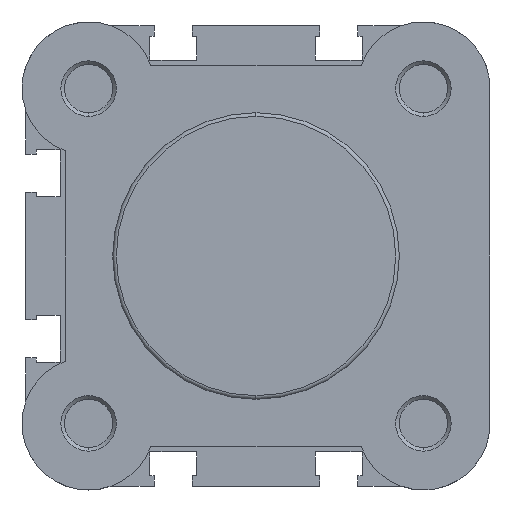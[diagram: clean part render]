
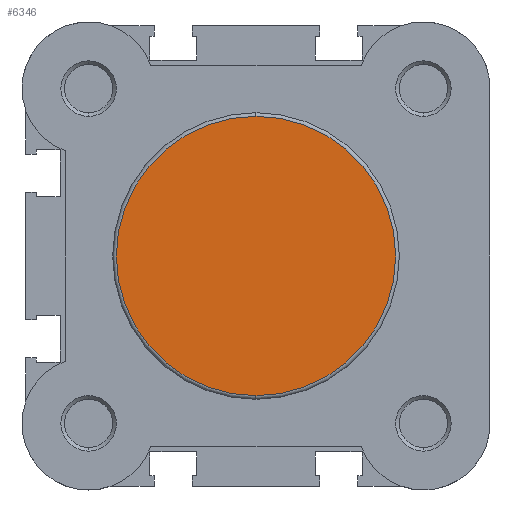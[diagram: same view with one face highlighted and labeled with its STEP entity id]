
A CAD part, left-side view. The second image highlights one B-rep face of the part: STEP entity #6346.
In plain terms, the highlighted planar face has unit normal (-1, 0, 0).
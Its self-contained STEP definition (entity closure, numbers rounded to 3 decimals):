
#30 = FACE_OUTER_BOUND ( 'NONE', #5591, .T. ) ;
#1158 = VERTEX_POINT ( 'NONE', #1559 ) ;
#1173 = VERTEX_POINT ( 'NONE', #1574 ) ;
#1559 = CARTESIAN_POINT ( 'NONE',  ( 0., 0., 19.4 ) ) ;
#1574 = CARTESIAN_POINT ( 'NONE',  ( 0., 0., -19.4 ) ) ;
#2633 = EDGE_CURVE ( 'NONE', #1173, #1158, #3838, .T. ) ;
#2693 = EDGE_CURVE ( 'NONE', #1158, #1173, #3927, .T. ) ;
#2836 = AXIS2_PLACEMENT_3D ( 'NONE', #4651, #4652, #4653 ) ;
#2869 = AXIS2_PLACEMENT_3D ( 'NONE', #4804, #4805, #4806 ) ;
#3001 = AXIS2_PLACEMENT_3D ( 'NONE', #5251, #5253, #5254 ) ;
#3838 = CIRCLE ( 'NONE', #2836, 19.4 ) ;
#3927 = CIRCLE ( 'NONE', #2869, 19.4 ) ;
#4651 = CARTESIAN_POINT ( 'NONE',  ( 0., 0., 0. ) ) ;
#4652 = DIRECTION ( 'NONE',  ( -1., 0., 0. ) ) ;
#4653 = DIRECTION ( 'NONE',  ( 0., 0., -1. ) ) ;
#4804 = CARTESIAN_POINT ( 'NONE',  ( 0., 0., 0. ) ) ;
#4805 = DIRECTION ( 'NONE',  ( -1., 0., 0. ) ) ;
#4806 = DIRECTION ( 'NONE',  ( 0., 0., -1. ) ) ;
#5251 = CARTESIAN_POINT ( 'NONE',  ( 0., 19.9, 0. ) ) ;
#5252 = PLANE ( 'NONE',  #3001 ) ;
#5253 = DIRECTION ( 'NONE',  ( 1., 0., 0. ) ) ;
#5254 = DIRECTION ( 'NONE',  ( 0., 0., -1. ) ) ;
#5591 = EDGE_LOOP ( 'NONE', ( #5631, #5630 ) ) ;
#5630 = ORIENTED_EDGE ( 'NONE', *, *, #2693, .T. ) ;
#5631 = ORIENTED_EDGE ( 'NONE', *, *, #2633, .T. ) ;
#6346 = ADVANCED_FACE ( 'NONE', ( #30 ), #5252, .F. ) ;
